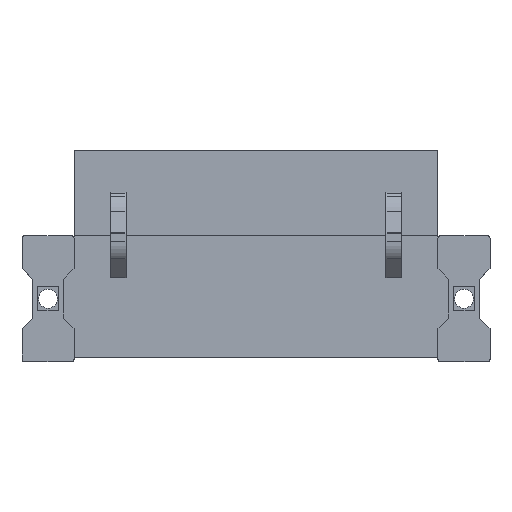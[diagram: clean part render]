
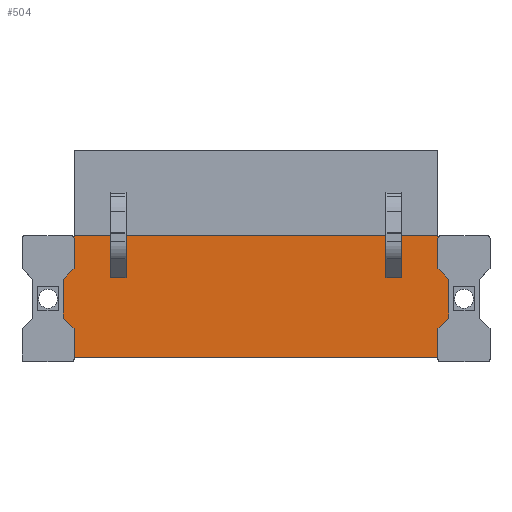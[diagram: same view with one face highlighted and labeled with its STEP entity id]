
A CAD part, top view. The second image highlights one B-rep face of the part: STEP entity #504.
In plain terms, the highlighted planar face has unit normal (0, 0, 1).
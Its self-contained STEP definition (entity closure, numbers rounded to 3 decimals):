
#338=AXIS2_PLACEMENT_3D('Plane Axis2P3D',#335,#336,#337) ;
#49=CARTESIAN_POINT('Vertex',(40.64,0.4,10.95)) ;
#52=CARTESIAN_POINT('Line Origine',(22.86,0.4,10.95)) ;
#56=CARTESIAN_POINT('Vertex',(5.08,0.4,10.95)) ;
#277=CARTESIAN_POINT('Line Origine',(5.08,12.175,10.95)) ;
#281=CARTESIAN_POINT('Vertex',(5.08,12.05,10.95)) ;
#283=CARTESIAN_POINT('Vertex',(5.08,12.3,10.95)) ;
#335=CARTESIAN_POINT('Axis2P3D Location',(5.08,0.4,10.95)) ;
#340=CARTESIAN_POINT('Line Origine',(5.08,10.57,10.95)) ;
#344=CARTESIAN_POINT('Vertex',(5.08,9.09,10.95)) ;
#347=CARTESIAN_POINT('Line Origine',(4.56,8.57,10.95)) ;
#351=CARTESIAN_POINT('Vertex',(4.04,8.05,10.95)) ;
#354=CARTESIAN_POINT('Line Origine',(4.04,6.15,10.95)) ;
#358=CARTESIAN_POINT('Vertex',(4.04,4.25,10.95)) ;
#361=CARTESIAN_POINT('Line Origine',(4.56,3.73,10.95)) ;
#365=CARTESIAN_POINT('Vertex',(5.08,3.21,10.95)) ;
#368=CARTESIAN_POINT('Line Origine',(5.08,1.805,10.95)) ;
#373=CARTESIAN_POINT('Line Origine',(40.64,1.805,10.95)) ;
#377=CARTESIAN_POINT('Vertex',(40.64,3.21,10.95)) ;
#380=CARTESIAN_POINT('Line Origine',(41.16,3.73,10.95)) ;
#384=CARTESIAN_POINT('Vertex',(41.68,4.25,10.95)) ;
#387=CARTESIAN_POINT('Line Origine',(41.68,6.15,10.95)) ;
#391=CARTESIAN_POINT('Vertex',(41.68,8.05,10.95)) ;
#394=CARTESIAN_POINT('Line Origine',(41.16,8.57,10.95)) ;
#398=CARTESIAN_POINT('Vertex',(40.64,9.09,10.95)) ;
#401=CARTESIAN_POINT('Line Origine',(40.64,10.57,10.95)) ;
#405=CARTESIAN_POINT('Vertex',(40.64,12.05,10.95)) ;
#408=CARTESIAN_POINT('Line Origine',(40.64,12.175,10.95)) ;
#412=CARTESIAN_POINT('Vertex',(40.64,12.3,10.95)) ;
#415=CARTESIAN_POINT('Line Origine',(22.86,12.3,10.95)) ;
#436=CARTESIAN_POINT('Line Origine',(36.31,12.269,10.95)) ;
#440=CARTESIAN_POINT('Vertex',(37.06,12.269,10.95)) ;
#442=CARTESIAN_POINT('Vertex',(35.56,12.269,10.95)) ;
#445=CARTESIAN_POINT('Line Origine',(37.06,10.234,10.95)) ;
#449=CARTESIAN_POINT('Vertex',(37.06,8.2,10.95)) ;
#452=CARTESIAN_POINT('Line Origine',(36.31,8.2,10.95)) ;
#456=CARTESIAN_POINT('Vertex',(35.56,8.2,10.95)) ;
#459=CARTESIAN_POINT('Line Origine',(35.56,10.234,10.95)) ;
#470=CARTESIAN_POINT('Line Origine',(10.16,10.234,10.95)) ;
#474=CARTESIAN_POINT('Vertex',(10.16,12.269,10.95)) ;
#476=CARTESIAN_POINT('Vertex',(10.16,8.2,10.95)) ;
#479=CARTESIAN_POINT('Line Origine',(9.41,8.2,10.95)) ;
#483=CARTESIAN_POINT('Vertex',(8.66,8.2,10.95)) ;
#486=CARTESIAN_POINT('Line Origine',(8.66,10.234,10.95)) ;
#490=CARTESIAN_POINT('Vertex',(8.66,12.269,10.95)) ;
#493=CARTESIAN_POINT('Line Origine',(9.41,12.269,10.95)) ;
#53=DIRECTION('Vector Direction',(1.,0.,0.)) ;
#278=DIRECTION('Vector Direction',(0.,1.,0.)) ;
#336=DIRECTION('Axis2P3D Direction',(0.,0.,1.)) ;
#337=DIRECTION('Axis2P3D XDirection',(1.,0.,0.)) ;
#341=DIRECTION('Vector Direction',(0.,1.,0.)) ;
#348=DIRECTION('Vector Direction',(-0.707,-0.707,0.)) ;
#355=DIRECTION('Vector Direction',(0.,-1.,0.)) ;
#362=DIRECTION('Vector Direction',(0.707,-0.707,0.)) ;
#369=DIRECTION('Vector Direction',(0.,1.,0.)) ;
#374=DIRECTION('Vector Direction',(0.,1.,0.)) ;
#381=DIRECTION('Vector Direction',(-0.707,-0.707,0.)) ;
#388=DIRECTION('Vector Direction',(0.,-1.,0.)) ;
#395=DIRECTION('Vector Direction',(0.707,-0.707,0.)) ;
#402=DIRECTION('Vector Direction',(0.,1.,0.)) ;
#409=DIRECTION('Vector Direction',(0.,1.,0.)) ;
#416=DIRECTION('Vector Direction',(1.,0.,0.)) ;
#437=DIRECTION('Vector Direction',(1.,0.,0.)) ;
#446=DIRECTION('Vector Direction',(0.,1.,0.)) ;
#453=DIRECTION('Vector Direction',(1.,0.,0.)) ;
#460=DIRECTION('Vector Direction',(0.,1.,0.)) ;
#471=DIRECTION('Vector Direction',(0.,1.,0.)) ;
#480=DIRECTION('Vector Direction',(1.,0.,0.)) ;
#487=DIRECTION('Vector Direction',(0.,1.,0.)) ;
#494=DIRECTION('Vector Direction',(1.,0.,0.)) ;
#54=VECTOR('Line Direction',#53,1.) ;
#279=VECTOR('Line Direction',#278,1.) ;
#342=VECTOR('Line Direction',#341,1.) ;
#349=VECTOR('Line Direction',#348,1.) ;
#356=VECTOR('Line Direction',#355,1.) ;
#363=VECTOR('Line Direction',#362,1.) ;
#370=VECTOR('Line Direction',#369,1.) ;
#375=VECTOR('Line Direction',#374,1.) ;
#382=VECTOR('Line Direction',#381,1.) ;
#389=VECTOR('Line Direction',#388,1.) ;
#396=VECTOR('Line Direction',#395,1.) ;
#403=VECTOR('Line Direction',#402,1.) ;
#410=VECTOR('Line Direction',#409,1.) ;
#417=VECTOR('Line Direction',#416,1.) ;
#438=VECTOR('Line Direction',#437,1.) ;
#447=VECTOR('Line Direction',#446,1.) ;
#454=VECTOR('Line Direction',#453,1.) ;
#461=VECTOR('Line Direction',#460,1.) ;
#472=VECTOR('Line Direction',#471,1.) ;
#481=VECTOR('Line Direction',#480,1.) ;
#488=VECTOR('Line Direction',#487,1.) ;
#495=VECTOR('Line Direction',#494,1.) ;
#421=ORIENTED_EDGE('',*,*,#285,.F.) ;
#422=ORIENTED_EDGE('',*,*,#346,.F.) ;
#423=ORIENTED_EDGE('',*,*,#353,.T.) ;
#424=ORIENTED_EDGE('',*,*,#360,.T.) ;
#425=ORIENTED_EDGE('',*,*,#367,.T.) ;
#426=ORIENTED_EDGE('',*,*,#372,.F.) ;
#427=ORIENTED_EDGE('',*,*,#58,.F.) ;
#428=ORIENTED_EDGE('',*,*,#379,.T.) ;
#429=ORIENTED_EDGE('',*,*,#386,.F.) ;
#430=ORIENTED_EDGE('',*,*,#393,.F.) ;
#431=ORIENTED_EDGE('',*,*,#400,.F.) ;
#432=ORIENTED_EDGE('',*,*,#407,.T.) ;
#433=ORIENTED_EDGE('',*,*,#414,.T.) ;
#434=ORIENTED_EDGE('',*,*,#419,.F.) ;
#465=ORIENTED_EDGE('',*,*,#444,.F.) ;
#466=ORIENTED_EDGE('',*,*,#451,.T.) ;
#467=ORIENTED_EDGE('',*,*,#458,.T.) ;
#468=ORIENTED_EDGE('',*,*,#463,.F.) ;
#499=ORIENTED_EDGE('',*,*,#478,.T.) ;
#500=ORIENTED_EDGE('',*,*,#485,.F.) ;
#501=ORIENTED_EDGE('',*,*,#492,.F.) ;
#502=ORIENTED_EDGE('',*,*,#497,.T.) ;
#469=FACE_BOUND('',#464,.T.) ;
#503=FACE_BOUND('',#498,.T.) ;
#504=ADVANCED_FACE('BLL5.08/07/90FI 3.2SN OR 1843800000',(#435,#469,#503),#339,.T.) ;
#58=EDGE_CURVE('',#50,#57,#55,.F.) ;
#285=EDGE_CURVE('',#282,#284,#280,.T.) ;
#346=EDGE_CURVE('',#345,#282,#343,.T.) ;
#353=EDGE_CURVE('',#345,#352,#350,.T.) ;
#360=EDGE_CURVE('',#352,#359,#357,.T.) ;
#367=EDGE_CURVE('',#359,#366,#364,.T.) ;
#372=EDGE_CURVE('',#57,#366,#371,.T.) ;
#379=EDGE_CURVE('',#50,#378,#376,.T.) ;
#386=EDGE_CURVE('',#385,#378,#383,.T.) ;
#393=EDGE_CURVE('',#392,#385,#390,.T.) ;
#400=EDGE_CURVE('',#399,#392,#397,.T.) ;
#407=EDGE_CURVE('',#399,#406,#404,.T.) ;
#414=EDGE_CURVE('',#406,#413,#411,.T.) ;
#419=EDGE_CURVE('',#284,#413,#418,.T.) ;
#444=EDGE_CURVE('',#441,#443,#439,.F.) ;
#451=EDGE_CURVE('',#441,#450,#448,.F.) ;
#458=EDGE_CURVE('',#450,#457,#455,.F.) ;
#463=EDGE_CURVE('',#443,#457,#462,.F.) ;
#478=EDGE_CURVE('',#475,#477,#473,.F.) ;
#485=EDGE_CURVE('',#484,#477,#482,.T.) ;
#492=EDGE_CURVE('',#491,#484,#489,.F.) ;
#497=EDGE_CURVE('',#491,#475,#496,.T.) ;
#420=EDGE_LOOP('',(#421,#422,#423,#424,#425,#426,#427,#428,#429,#430,#431,#432,#433,#434)) ;
#464=EDGE_LOOP('',(#465,#466,#467,#468)) ;
#498=EDGE_LOOP('',(#499,#500,#501,#502)) ;
#435=FACE_OUTER_BOUND('',#420,.T.) ;
#55=LINE('Line',#52,#54) ;
#280=LINE('Line',#277,#279) ;
#343=LINE('Line',#340,#342) ;
#350=LINE('Line',#347,#349) ;
#357=LINE('Line',#354,#356) ;
#364=LINE('Line',#361,#363) ;
#371=LINE('Line',#368,#370) ;
#376=LINE('Line',#373,#375) ;
#383=LINE('Line',#380,#382) ;
#390=LINE('Line',#387,#389) ;
#397=LINE('Line',#394,#396) ;
#404=LINE('Line',#401,#403) ;
#411=LINE('Line',#408,#410) ;
#418=LINE('Line',#415,#417) ;
#439=LINE('Line',#436,#438) ;
#448=LINE('Line',#445,#447) ;
#455=LINE('Line',#452,#454) ;
#462=LINE('Line',#459,#461) ;
#473=LINE('Line',#470,#472) ;
#482=LINE('Line',#479,#481) ;
#489=LINE('Line',#486,#488) ;
#496=LINE('Line',#493,#495) ;
#339=PLANE('',#338) ;
#50=VERTEX_POINT('',#49) ;
#57=VERTEX_POINT('',#56) ;
#282=VERTEX_POINT('',#281) ;
#284=VERTEX_POINT('',#283) ;
#345=VERTEX_POINT('',#344) ;
#352=VERTEX_POINT('',#351) ;
#359=VERTEX_POINT('',#358) ;
#366=VERTEX_POINT('',#365) ;
#378=VERTEX_POINT('',#377) ;
#385=VERTEX_POINT('',#384) ;
#392=VERTEX_POINT('',#391) ;
#399=VERTEX_POINT('',#398) ;
#406=VERTEX_POINT('',#405) ;
#413=VERTEX_POINT('',#412) ;
#441=VERTEX_POINT('',#440) ;
#443=VERTEX_POINT('',#442) ;
#450=VERTEX_POINT('',#449) ;
#457=VERTEX_POINT('',#456) ;
#475=VERTEX_POINT('',#474) ;
#477=VERTEX_POINT('',#476) ;
#484=VERTEX_POINT('',#483) ;
#491=VERTEX_POINT('',#490) ;
